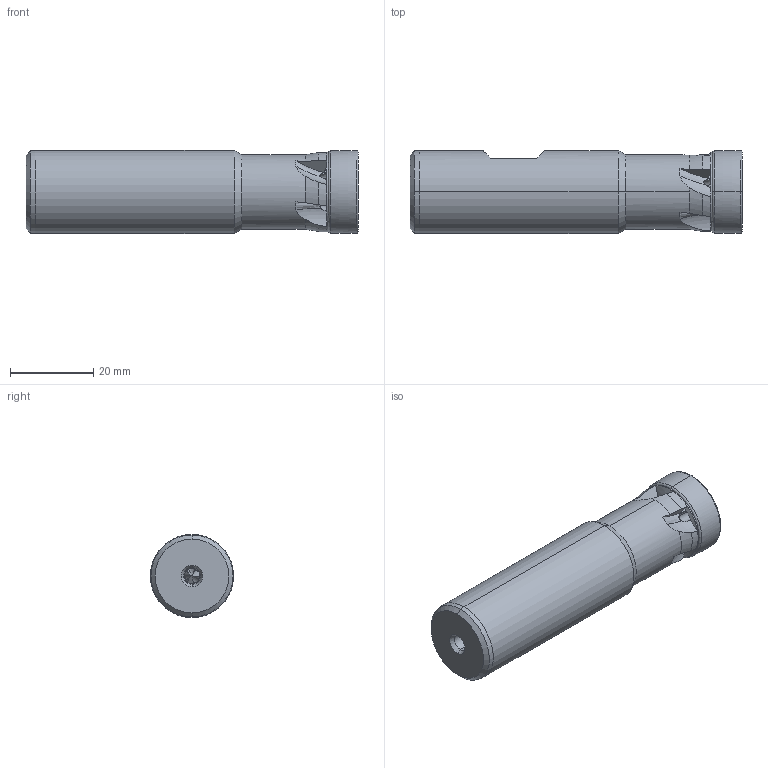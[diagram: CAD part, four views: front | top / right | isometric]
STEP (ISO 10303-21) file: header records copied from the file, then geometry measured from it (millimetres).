
FILE_DESCRIPTION (( 'STEP AP214' ), '1' );
FILE_NAME ('90PP-20-30-63-5.STEP', '2012-01-04T08:33:16', ( '' ), ( '' ), 'SwSTEP 2.0', 'SolidWorks 2011', '' );
FILE_SCHEMA (( 'AUTOMOTIVE_DESIGN' ));
Length unit declared in the file: millimetre
Products named in the file (1): 90PP-20-30-63-5
Bounding box: 80 x 20 x 20 mm (x, y, z)
Volume: 21921.7 mm3; surface area: 7230.4 mm2
Topology: 1 solids, 1 shells, 124 faces, 373 edges, 232 vertices
Faces by surface type: cone 37, plane 35, cylinder 29, torus 13, bspline 10
Entity records: 4944 total; most frequent: CARTESIAN_POINT 1846, ORIENTED_EDGE 742, DIRECTION 546, EDGE_CURVE 371, VERTEX_POINT 232, AXIS2_PLACEMENT_3D 223, B_SPLINE_CURVE_WITH_KNOTS 146, EDGE_LOOP 127
